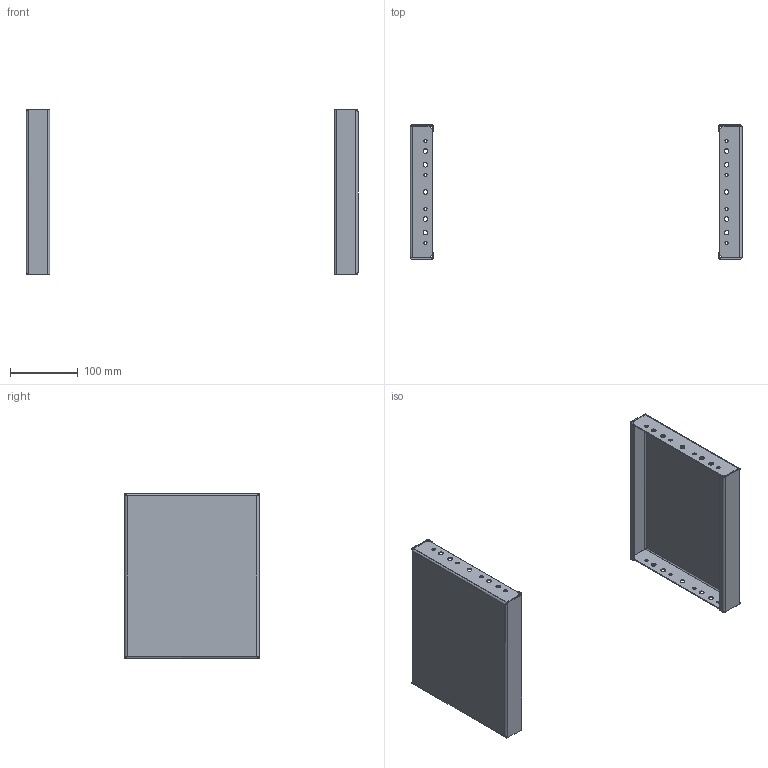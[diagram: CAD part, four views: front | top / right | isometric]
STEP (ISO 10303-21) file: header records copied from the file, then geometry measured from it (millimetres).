
FILE_DESCRIPTION(/* description */ (''),/* implementation_level */ '2;1');
FILE_NAME(/* name */ 'TLZCL2040.stp',/* time_stamp */ '2017-04-05T15:38:40+02:00',/* author */ (''),/* organization */ (''),/* preprocessor_version */ 'ST-DEVELOPER v15',/* originating_system */ 'SIEMENS PLM Software NX 9.0',/* authorisation */ '');
FILE_SCHEMA (('CONFIG_CONTROL_DESIGN'));
Length unit declared in the file: millimetre
Products named in the file (2): H60542_LATERAL_ZOCALO_200_400_stp; TLZCL2040_stp
Assembly tree (2 placements, depth 2):
  TLZCL2040_stp
    H60542_LATERAL_ZOCALO_200_400_stp  x2
Bounding box: 489.41 x 198 x 244 mm (x, y, z)
Volume: 236530.7 mm3; surface area: 319938.9 mm2
Topology: 2 solids, 2 shells, 184 faces, 492 edges, 312 vertices
Faces by surface type: plane 124, cylinder 60
Full cylindrical faces by diameter (mm): 4.65 x16, 7 x20
Entity records: 3026 total; most frequent: CARTESIAN_POINT 677, ORIENTED_EDGE 492, DIRECTION 358, EDGE_CURVE 246, VERTEX_POINT 156, AXIS2_PLACEMENT_3D 150, EDGE_LOOP 128, B_SPLINE_CURVE_WITH_KNOTS 112
